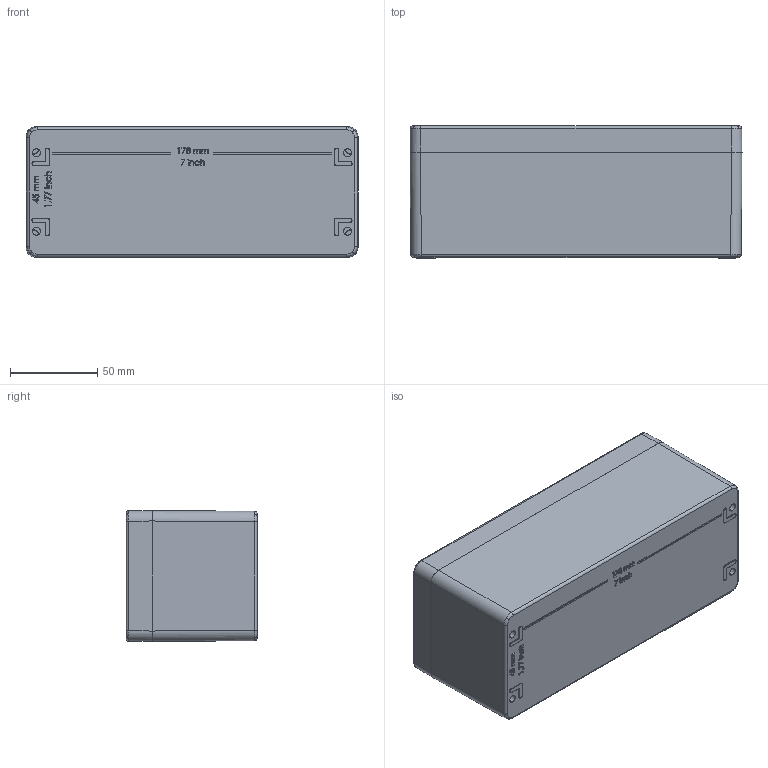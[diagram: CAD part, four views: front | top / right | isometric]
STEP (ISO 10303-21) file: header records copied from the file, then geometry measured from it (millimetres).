
FILE_DESCRIPTION (( 'STEP AP214' ), '1' );
FILE_NAME ('26081908.STEP', '2017-06-08T12:32:10', ( 'Macha' ), ( 'Hewlett-Packard Company' ), 'SwSTEP 2.0', 'SolidWorks 2015', '' );
FILE_SCHEMA (( 'AUTOMOTIVE_DESIGN' ));
Length unit declared in the file: millimetre
Products named in the file (9): 92684; 82014_490; 93133; 23234-Deckel; 23044-Unterteil; 86221; 86223; 26081908
Assembly tree (19 placements, depth 3):
  26081908
    23044-Unterteil
      23044-Unterteil
      86223  x4
      86221  x6
    23234-Deckel
    93133  x4
    82014_490
    92684
Bounding box: 190 x 75.5 x 75 mm (x, y, z)
Volume: 321134.1 mm3; surface area: 144403.5 mm2
Topology: 18 solids, 18 shells, 1617 faces, 4024 edges, 2528 vertices
Faces by surface type: plane 690, bspline 385, cylinder 254, cone 202, torus 82, sphere 4
Entity records: 52450 total; most frequent: CARTESIAN_POINT 24589, ORIENTED_EDGE 6336, DIRECTION 4702, EDGE_CURVE 3168, VERTEX_POINT 2014, VECTOR 1696, LINE 1696, AXIS2_PLACEMENT_3D 1503
